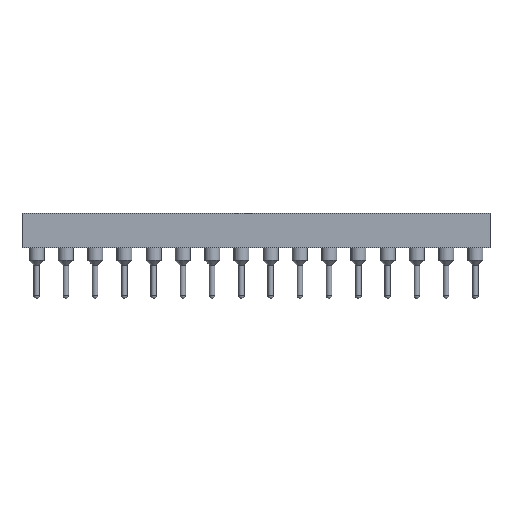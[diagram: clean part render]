
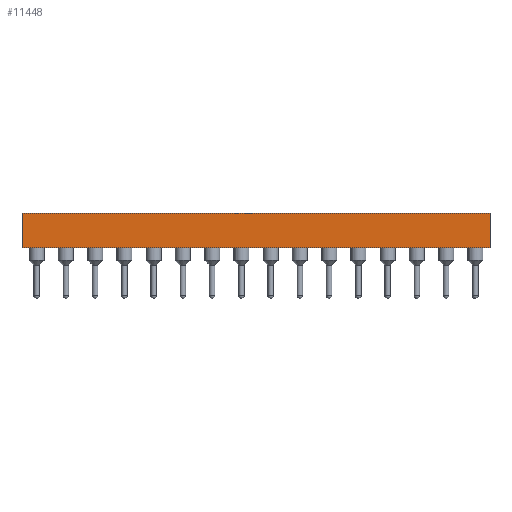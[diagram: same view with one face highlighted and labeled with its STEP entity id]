
A CAD part, front view. The second image highlights one B-rep face of the part: STEP entity #11448.
In plain terms, the highlighted planar face has unit normal (0, -1, 0).
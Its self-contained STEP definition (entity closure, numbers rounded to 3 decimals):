
#11448=ADVANCED_FACE('',(#21483),#21485,.T.);
#21483=FACE_BOUND('',#21484,.T.);
#21484=EDGE_LOOP('',(#26955,#26956,#26957,#26958));
#21485=PLANE('',#21486);
#21486=AXIS2_PLACEMENT_3D('',#21487,#21488,#21489);
#21487=CARTESIAN_POINT('',(1.27,-1.27,1.5));
#21488=DIRECTION('',(0.,-1.,0.));
#21489=DIRECTION('',(0.,0.,1.));
#26955=ORIENTED_EDGE('',*,*,#29461,.F.);
#26956=ORIENTED_EDGE('',*,*,#29405,.F.);
#26957=ORIENTED_EDGE('',*,*,#29455,.T.);
#26958=ORIENTED_EDGE('',*,*,#29476,.T.);
#29405=EDGE_CURVE('',#33224,#33226,#33227,.T.);
#29455=EDGE_CURVE('',#33224,#33323,#33325,.T.);
#29461=EDGE_CURVE('',#33226,#33327,#33335,.T.);
#29476=EDGE_CURVE('',#33323,#33327,#33354,.T.);
#33224=VERTEX_POINT('',#47408);
#33226=VERTEX_POINT('',#47412);
#33227=LINE('',#47413,#47414);
#33323=VERTEX_POINT('',#47640);
#33325=LINE('',#47644,#47645);
#33327=VERTEX_POINT('',#47650);
#33335=LINE('',#47666,#47667);
#33354=LINE('',#47716,#47717);
#47408=CARTESIAN_POINT('',(39.37,-1.27,1.5));
#47412=CARTESIAN_POINT('',(-1.27,-1.27,1.5));
#47413=CARTESIAN_POINT('',(39.37,-1.27,1.5));
#47414=VECTOR('',#47415,1.);
#47415=DIRECTION('',(-1.,0.,0.));
#47640=CARTESIAN_POINT('',(39.37,-1.27,4.5));
#47644=CARTESIAN_POINT('',(39.37,-1.27,1.5));
#47645=VECTOR('',#47646,1.);
#47646=DIRECTION('',(0.,0.,1.));
#47650=CARTESIAN_POINT('',(-1.27,-1.27,4.5));
#47666=CARTESIAN_POINT('',(-1.27,-1.27,1.5));
#47667=VECTOR('',#47668,1.);
#47668=DIRECTION('',(0.,0.,1.));
#47716=CARTESIAN_POINT('',(39.37,-1.27,4.5));
#47717=VECTOR('',#47718,1.);
#47718=DIRECTION('',(-1.,0.,0.));
